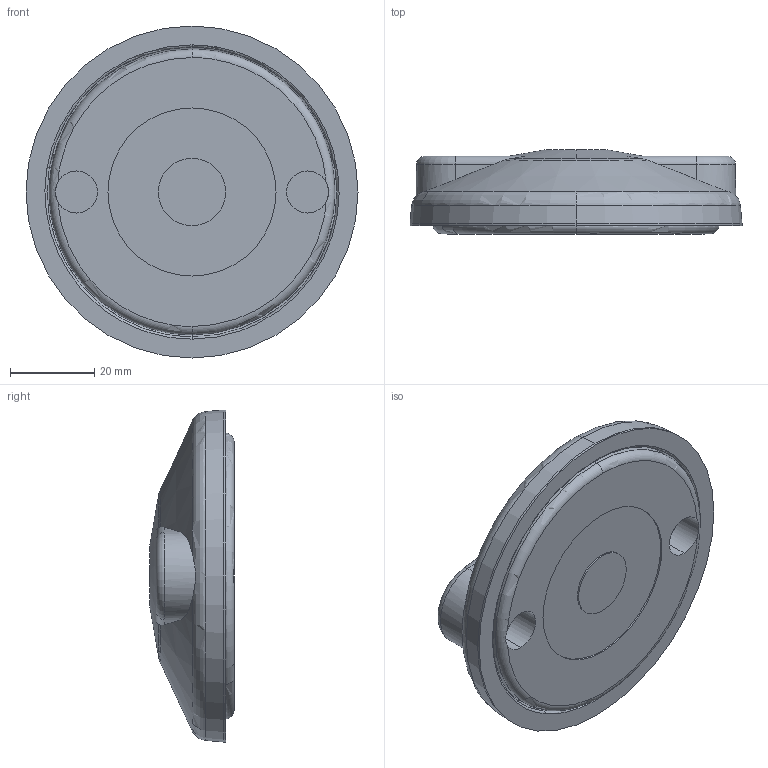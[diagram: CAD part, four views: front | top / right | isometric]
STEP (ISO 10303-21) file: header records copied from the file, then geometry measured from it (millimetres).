
FILE_DESCRIPTION (( 'STEP AP214' ), '1' );
FILE_NAME ('098d080kbg.STEP', '2014-09-09T13:40:11', ( '' ), ( '' ), 'SwSTEP 2.0', 'SolidWorks 2014', '' );
FILE_SCHEMA (( 'AUTOMOTIVE_DESIGN' ));
Length unit declared in the file: inch
Products named in the file (1): 098d080kbg
Bounding box: 79 x 20 x 79 mm (x, y, z)
Surface area: 15176.1 mm2 (no closed solid volume)
Topology: 0 solids, 2 shells, 59 faces, 220 edges, 163 vertices
Faces by surface type: cylinder 22, cone 15, torus 11, plane 10, sphere 1
Entity records: 4320 total; most frequent: CARTESIAN_POINT 1738, DIRECTION 377, ORIENTED_EDGE 350, EDGE_CURVE 217, VERTEX_POINT 161, AXIS2_PLACEMENT_3D 158, CIRCLE 98, EDGE_LOOP 62
